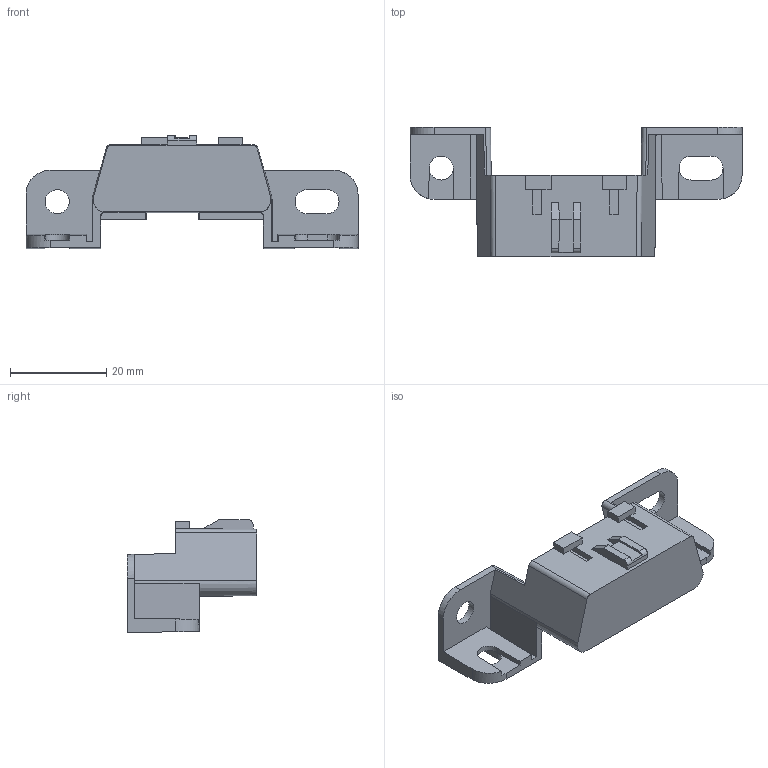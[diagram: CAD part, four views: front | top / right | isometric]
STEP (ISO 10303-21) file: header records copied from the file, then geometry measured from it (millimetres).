
FILE_DESCRIPTION(/* description */ (''),/* implementation_level */ '2;1');
FILE_NAME(/* name */ '12110250-ENV10_04-CONN.stp',/* time_stamp */ '2024-01-22T16:09:35+08:00',/* author */ (''),/* organization */ (''),/* preprocessor_version */ 'ST-DEVELOPER v16',/* originating_system */ 'SIEMENS PLM Software NX 11.0',/* authorisation */ '');
FILE_SCHEMA (('AUTOMOTIVE_DESIGN { 1 0 10303 214 3 1 1 1 }'));
Length unit declared in the file: millimetre
Products named in the file (1): 12110250-ENV10_04-CONN
Bounding box: 69.1 x 27 x 23.56 mm (x, y, z)
Volume: 10444.6 mm3; surface area: 5725.1 mm2
Topology: 1 solids, 1 shells, 121 faces, 354 edges, 228 vertices
Faces by surface type: plane 99, cylinder 18, cone 2, bspline 2
Full cylindrical faces by diameter (mm): 5 x1
Entity records: 4058 total; most frequent: CARTESIAN_POINT 801, ORIENTED_EDGE 704, DIRECTION 630, EDGE_CURVE 352, LINE 294, VECTOR 294, VERTEX_POINT 227, AXIS2_PLACEMENT_3D 168
